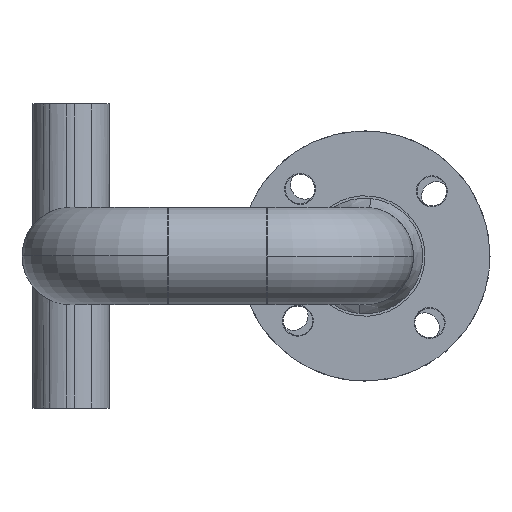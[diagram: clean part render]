
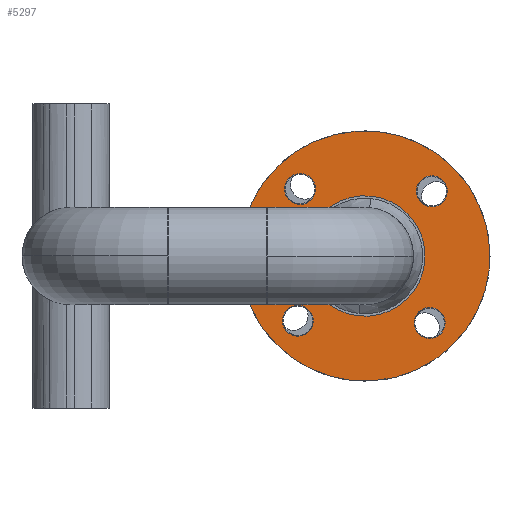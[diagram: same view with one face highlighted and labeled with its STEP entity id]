
A CAD part, front view. The second image highlights one B-rep face of the part: STEP entity #5297.
In plain terms, the highlighted planar face has unit normal (0, -1, 0).
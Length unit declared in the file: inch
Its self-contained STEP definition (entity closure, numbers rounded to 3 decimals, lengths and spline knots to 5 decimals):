
#3 = VERTEX_POINT ( 'NONE', #2889 ) ;
#59 = VERTEX_POINT ( 'NONE', #4340 ) ;
#191 = CARTESIAN_POINT ( 'NONE',  ( 9.79232, 24.36573, 2.21695 ) ) ;
#194 = VERTEX_POINT ( 'NONE', #3510 ) ;
#201 = ORIENTED_EDGE ( 'NONE', *, *, #3211, .F. ) ;
#228 = FACE_BOUND ( 'NONE', #4527, .T. ) ;
#270 = ORIENTED_EDGE ( 'NONE', *, *, #1323, .T. ) ;
#273 = DIRECTION ( 'NONE',  ( -0.719, 0., -0.695 ) ) ;
#280 = DIRECTION ( 'NONE',  ( 0., -1., 0. ) ) ;
#282 = CARTESIAN_POINT ( 'NONE',  ( 7.54877, 24.36573, 4.53677 ) ) ;
#289 = PLANE ( 'NONE',  #2368 ) ;
#312 = EDGE_LOOP ( 'NONE', ( #270, #4901 ) ) ;
#338 = AXIS2_PLACEMENT_3D ( 'NONE', #4728, #4726, #4723 ) ;
#632 = CARTESIAN_POINT ( 'NONE',  ( 8.92421, 24.36573, 1.37738 ) ) ;
#683 = DIRECTION ( 'NONE',  ( -0.719, 0., -0.695 ) ) ;
#698 = DIRECTION ( 'NONE',  ( 0., 1., 0. ) ) ;
#720 = CARTESIAN_POINT ( 'NONE',  ( 7.5, 24.36573, 0. ) ) ;
#761 = CARTESIAN_POINT ( 'NONE',  ( 7.5, 24.36573, 0. ) ) ;
#775 = CIRCLE ( 'NONE', #4490, 0.3937 ) ;
#781 = DIRECTION ( 'NONE',  ( 0., 1., 0. ) ) ;
#794 = DIRECTION ( 'NONE',  ( -0.719, 0., -0.695 ) ) ;
#827 = VERTEX_POINT ( 'NONE', #5128 ) ;
#865 = CARTESIAN_POINT ( 'NONE',  ( 6.39629, 24.36573, -1.06742 ) ) ;
#966 = EDGE_CURVE ( 'NONE', #59, #5192, #2896, .T. ) ;
#1076 = DIRECTION ( 'NONE',  ( 0.719, 0., 0.695 ) ) ;
#1082 = ORIENTED_EDGE ( 'NONE', *, *, #966, .T. ) ;
#1083 = DIRECTION ( 'NONE',  ( 0., 1., 0. ) ) ;
#1222 = VERTEX_POINT ( 'NONE', #632 ) ;
#1233 = CARTESIAN_POINT ( 'NONE',  ( 7.5, 24.36573, 0. ) ) ;
#1323 = EDGE_CURVE ( 'NONE', #4159, #4251, #775, .T. ) ;
#1374 = FACE_BOUND ( 'NONE', #312, .T. ) ;
#1429 = ORIENTED_EDGE ( 'NONE', *, *, #3490, .T. ) ;
#1554 = ORIENTED_EDGE ( 'NONE', *, *, #1839, .T. ) ;
#1566 = AXIS2_PLACEMENT_3D ( 'NONE', #1805, #1775, #1729 ) ;
#1636 = ORIENTED_EDGE ( 'NONE', *, *, #2738, .T. ) ;
#1687 = ORIENTED_EDGE ( 'NONE', *, *, #4029, .F. ) ;
#1692 = DIRECTION ( 'NONE',  ( 0.719, 0., 0.695 ) ) ;
#1729 = DIRECTION ( 'NONE',  ( 0.719, 0., 0.695 ) ) ;
#1738 = DIRECTION ( 'NONE',  ( 0., 1., 0. ) ) ;
#1758 = CARTESIAN_POINT ( 'NONE',  ( 9.20721, 24.36573, 1.65108 ) ) ;
#1775 = DIRECTION ( 'NONE',  ( 0., 1., 0. ) ) ;
#1805 = CARTESIAN_POINT ( 'NONE',  ( 5.84892, 24.36573, 1.70721 ) ) ;
#1839 = EDGE_CURVE ( 'NONE', #5192, #59, #4414, .T. ) ;
#1860 = CARTESIAN_POINT ( 'NONE',  ( 6.07579, 24.36573, -1.37738 ) ) ;
#1869 = CIRCLE ( 'NONE', #4533, 0.3937 ) ;
#1995 = EDGE_CURVE ( 'NONE', #4879, #2694, #4855, .T. ) ;
#2009 = ORIENTED_EDGE ( 'NONE', *, *, #2927, .T. ) ;
#2023 = AXIS2_PLACEMENT_3D ( 'NONE', #1758, #1738, #1692 ) ;
#2124 = VERTEX_POINT ( 'NONE', #191 ) ;
#2155 = CARTESIAN_POINT ( 'NONE',  ( 5.50979, 24.36573, -1.92478 ) ) ;
#2188 = AXIS2_PLACEMENT_3D ( 'NONE', #2687, #1083, #1076 ) ;
#2255 = DIRECTION ( 'NONE',  ( -0.719, 0., -0.695 ) ) ;
#2276 = CARTESIAN_POINT ( 'NONE',  ( 5.79279, 24.36573, -1.65108 ) ) ;
#2284 = ORIENTED_EDGE ( 'NONE', *, *, #4239, .T. ) ;
#2313 = DIRECTION ( 'NONE',  ( 0.719, 0., 0.695 ) ) ;
#2330 = DIRECTION ( 'NONE',  ( 0., 1., 0. ) ) ;
#2334 = DIRECTION ( 'NONE',  ( 0., 1., 0. ) ) ;
#2368 = AXIS2_PLACEMENT_3D ( 'NONE', #282, #280, #273 ) ;
#2445 = AXIS2_PLACEMENT_3D ( 'NONE', #5036, #5027, #5015 ) ;
#2493 = FACE_OUTER_BOUND ( 'NONE', #4181, .T. ) ;
#2594 = ORIENTED_EDGE ( 'NONE', *, *, #4115, .T. ) ;
#2687 = CARTESIAN_POINT ( 'NONE',  ( 9.15108, 24.36573, -1.70721 ) ) ;
#2694 = VERTEX_POINT ( 'NONE', #2155 ) ;
#2721 = AXIS2_PLACEMENT_3D ( 'NONE', #2276, #2330, #2313 ) ;
#2738 = EDGE_CURVE ( 'NONE', #827, #194, #4711, .T. ) ;
#2859 = CIRCLE ( 'NONE', #2023, 0.3937 ) ;
#2889 = CARTESIAN_POINT ( 'NONE',  ( 9.49021, 24.36573, 1.92478 ) ) ;
#2896 = CIRCLE ( 'NONE', #3424, 1.53543 ) ;
#2910 = CIRCLE ( 'NONE', #5011, 3.18898 ) ;
#2927 = EDGE_CURVE ( 'NONE', #1222, #3, #2859, .T. ) ;
#2985 = ORIENTED_EDGE ( 'NONE', *, *, #1995, .T. ) ;
#3198 = DIRECTION ( 'NONE',  ( 0.719, 0., 0.695 ) ) ;
#3211 = EDGE_CURVE ( 'NONE', #2124, #4236, #2910, .T. ) ;
#3216 = CARTESIAN_POINT ( 'NONE',  ( 5.84892, 24.36573, 1.70721 ) ) ;
#3235 = DIRECTION ( 'NONE',  ( 0., 1., 0. ) ) ;
#3424 = AXIS2_PLACEMENT_3D ( 'NONE', #761, #781, #794 ) ;
#3490 = EDGE_CURVE ( 'NONE', #194, #827, #4772, .T. ) ;
#3510 = CARTESIAN_POINT ( 'NONE',  ( 5.56592, 24.36573, 1.43351 ) ) ;
#3586 = FACE_BOUND ( 'NONE', #3923, .T. ) ;
#3652 = CARTESIAN_POINT ( 'NONE',  ( 5.20768, 24.36573, -2.21695 ) ) ;
#3672 = CIRCLE ( 'NONE', #338, 0.3937 ) ;
#3791 = EDGE_LOOP ( 'NONE', ( #1554, #1082 ) ) ;
#3826 = FACE_BOUND ( 'NONE', #3791, .T. ) ;
#3923 = EDGE_LOOP ( 'NONE', ( #1636, #1429 ) ) ;
#4012 = AXIS2_PLACEMENT_3D ( 'NONE', #3216, #3235, #3198 ) ;
#4017 = CARTESIAN_POINT ( 'NONE',  ( 9.15108, 24.36573, -1.70721 ) ) ;
#4029 = EDGE_CURVE ( 'NONE', #4236, #2124, #5115, .T. ) ;
#4115 = EDGE_CURVE ( 'NONE', #3, #1222, #3672, .T. ) ;
#4159 = VERTEX_POINT ( 'NONE', #4500 ) ;
#4181 = EDGE_LOOP ( 'NONE', ( #1687, #201 ) ) ;
#4184 = CARTESIAN_POINT ( 'NONE',  ( 8.86808, 24.36573, -1.98091 ) ) ;
#4222 = DIRECTION ( 'NONE',  ( 0.719, 0., 0.695 ) ) ;
#4223 = DIRECTION ( 'NONE',  ( 0., 1., 0. ) ) ;
#4232 = CARTESIAN_POINT ( 'NONE',  ( 5.79279, 24.36573, -1.65108 ) ) ;
#4236 = VERTEX_POINT ( 'NONE', #3652 ) ;
#4239 = EDGE_CURVE ( 'NONE', #2694, #4879, #1869, .T. ) ;
#4251 = VERTEX_POINT ( 'NONE', #4184 ) ;
#4340 = CARTESIAN_POINT ( 'NONE',  ( 8.60371, 24.36573, 1.06742 ) ) ;
#4414 = CIRCLE ( 'NONE', #5228, 1.53543 ) ;
#4415 = DIRECTION ( 'NONE',  ( 0.719, 0., 0.695 ) ) ;
#4490 = AXIS2_PLACEMENT_3D ( 'NONE', #4017, #4787, #4415 ) ;
#4500 = CARTESIAN_POINT ( 'NONE',  ( 9.43408, 24.36573, -1.43351 ) ) ;
#4527 = EDGE_LOOP ( 'NONE', ( #2594, #2009 ) ) ;
#4533 = AXIS2_PLACEMENT_3D ( 'NONE', #4232, #4223, #4222 ) ;
#4603 = CIRCLE ( 'NONE', #2188, 0.3937 ) ;
#4711 = CIRCLE ( 'NONE', #1566, 0.3937 ) ;
#4723 = DIRECTION ( 'NONE',  ( 0.719, 0., 0.695 ) ) ;
#4726 = DIRECTION ( 'NONE',  ( 0., 1., 0. ) ) ;
#4728 = CARTESIAN_POINT ( 'NONE',  ( 9.20721, 24.36573, 1.65108 ) ) ;
#4772 = CIRCLE ( 'NONE', #4012, 0.3937 ) ;
#4787 = DIRECTION ( 'NONE',  ( 0., 1., 0. ) ) ;
#4855 = CIRCLE ( 'NONE', #2721, 0.3937 ) ;
#4879 = VERTEX_POINT ( 'NONE', #1860 ) ;
#4901 = ORIENTED_EDGE ( 'NONE', *, *, #5100, .T. ) ;
#4911 = FACE_BOUND ( 'NONE', #4943, .T. ) ;
#4943 = EDGE_LOOP ( 'NONE', ( #2985, #2284 ) ) ;
#5011 = AXIS2_PLACEMENT_3D ( 'NONE', #720, #698, #683 ) ;
#5015 = DIRECTION ( 'NONE',  ( -0.719, 0., -0.695 ) ) ;
#5027 = DIRECTION ( 'NONE',  ( 0., 1., 0. ) ) ;
#5036 = CARTESIAN_POINT ( 'NONE',  ( 7.5, 24.36573, 0. ) ) ;
#5100 = EDGE_CURVE ( 'NONE', #4251, #4159, #4603, .T. ) ;
#5115 = CIRCLE ( 'NONE', #2445, 3.18898 ) ;
#5128 = CARTESIAN_POINT ( 'NONE',  ( 6.13192, 24.36573, 1.98091 ) ) ;
#5192 = VERTEX_POINT ( 'NONE', #865 ) ;
#5228 = AXIS2_PLACEMENT_3D ( 'NONE', #1233, #2334, #2255 ) ;
#5297 = ADVANCED_FACE ( 'NONE', ( #3826, #1374, #4911, #3586, #228, #2493 ), #289, .T. ) ;
